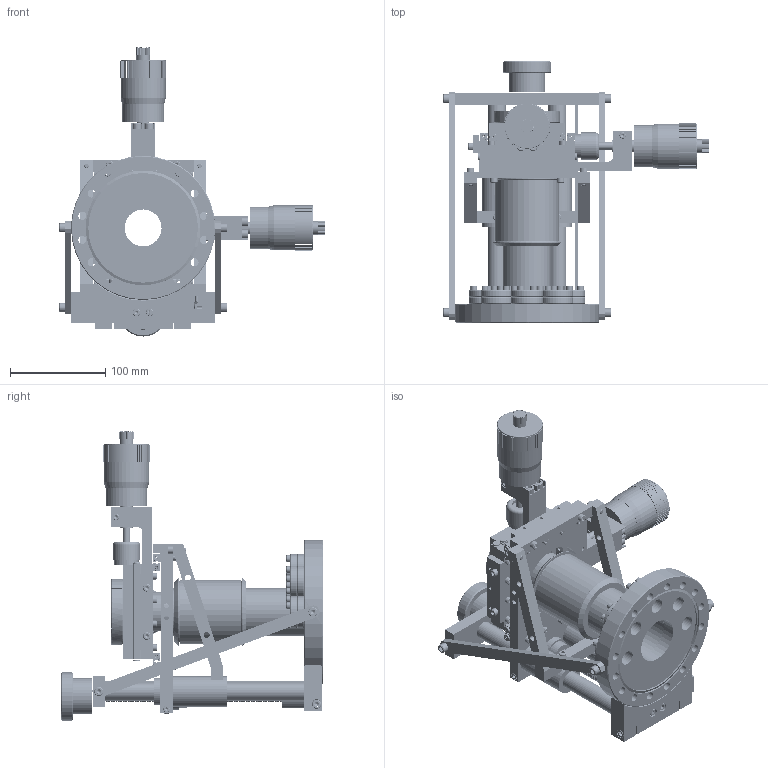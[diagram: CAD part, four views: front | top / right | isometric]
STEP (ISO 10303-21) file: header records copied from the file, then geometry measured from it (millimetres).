
FILE_DESCRIPTION (( 'STEP AP214' ), '1' );
FILE_NAME ('SN100652-01, EC-1.87-B600CM-T275T-2-LMO1.STEP', '2016-02-04T16:00:08', ( 'My Thermionics' ), ( '' ), 'SwSTEP 2.0', 'SolidWorks 2010', '' );
FILE_SCHEMA (( 'AUTOMOTIVE_DESIGN' ));
Length unit declared in the file: inch
Products named in the file (1): SN100652-01, EC-1.87-B600CM-T275T-2-LMO1
Bounding box: 279.94 x 275.21 x 304.13 mm (x, y, z)
Surface area: 470358.9 mm2 (no closed solid volume)
Topology: 0 solids, 272 shells, 2890 faces, 9670 edges, 6757 vertices
Faces by surface type: plane 1475, cylinder 921, cone 444, torus 46, bspline 4
Entity records: 149842 total; most frequent: CARTESIAN_POINT 29075, DIRECTION 17454, ORIENTED_EDGE 15321, EDGE_CURVE 9556, VERTEX_POINT 6757, VECTOR 6350, LINE 6350, AXIS2_PLACEMENT_3D 5552
